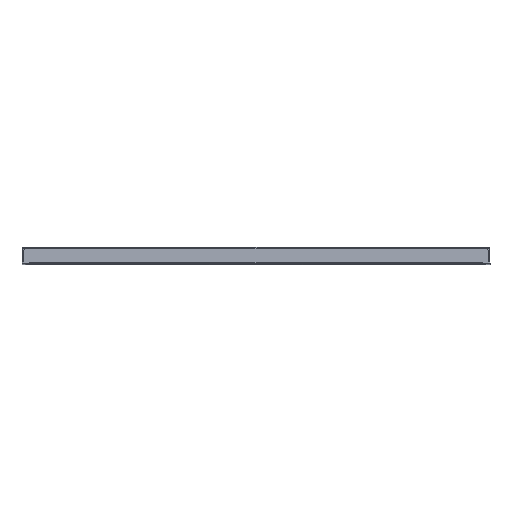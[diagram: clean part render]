
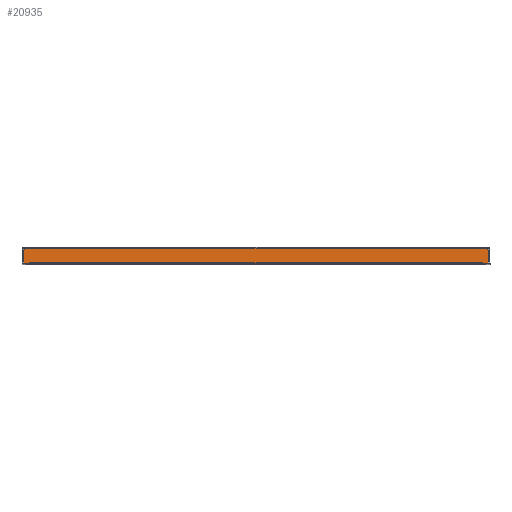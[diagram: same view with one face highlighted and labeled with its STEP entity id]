
A CAD part, top view. The second image highlights one B-rep face of the part: STEP entity #20935.
In plain terms, the highlighted planar face has unit normal (0, 0.035, 0.999).
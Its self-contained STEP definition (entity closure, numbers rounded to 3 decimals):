
#904=DIRECTION('',(-1.,0.,0.));
#905=VECTOR('',#904,894.004);
#906=CARTESIAN_POINT('',(447.002,-30.,1800.));
#907=LINE('',#906,#905);
#5763=DIRECTION('',(-0.035,-0.999,0.035));
#5764=VECTOR('',#5763,28.104);
#5765=CARTESIAN_POINT('',(-446.022,-1.93,
1799.02));
#5766=LINE('',#5765,#5764);
#5767=CARTESIAN_POINT('',(-446.022,-1.93,
1799.02));
#5768=CARTESIAN_POINT('',(-396.031,-1.925,
1799.02));
#5769=CARTESIAN_POINT('',(-296.391,-1.919,
1799.019));
#5770=CARTESIAN_POINT('',(-152.369,-1.916,
1799.019));
#5771=CARTESIAN_POINT('',(-51.165,-1.916,
1799.019));
#5772=CARTESIAN_POINT('',(0.,-1.916,
1799.019));
#5774=CARTESIAN_POINT('',(446.022,-1.93,1799.02));
#5775=CARTESIAN_POINT('',(396.031,-1.925,1799.02));
#5776=CARTESIAN_POINT('',(296.391,-1.919,1799.019));
#5777=CARTESIAN_POINT('',(152.369,-1.916,1799.019));
#5778=CARTESIAN_POINT('',(51.165,-1.916,1799.019));
#5779=CARTESIAN_POINT('',(0.,-1.916,
1799.019));
#5781=DIRECTION('',(0.035,-0.999,0.035));
#5782=VECTOR('',#5781,28.104);
#5783=CARTESIAN_POINT('',(446.022,-1.93,1799.02));
#5784=LINE('',#5783,#5782);
#5801=CARTESIAN_POINT('',(-446.022,-1.93,
1799.02));
#6167=CARTESIAN_POINT('',(446.022,-1.93,1799.02));
#7988=VERTEX_POINT('',#5801);
#7993=VERTEX_POINT('',#6167);
#7995=CARTESIAN_POINT('',(0.,-1.916,
1799.019));
#7996=VERTEX_POINT('',#7995);
#7997=CARTESIAN_POINT('',(447.002,-30.,1800.));
#7998=CARTESIAN_POINT('',(-447.002,-30.,1800.));
#7999=VERTEX_POINT('',#7997);
#8000=VERTEX_POINT('',#7998);
#20919=CARTESIAN_POINT('',(450.,-30.,1800.));
#20920=DIRECTION('',(0.,0.035,0.999));
#20921=DIRECTION('',(0.,0.999,-0.035));
#20922=AXIS2_PLACEMENT_3D('',#20919,#20920,#20921);
#20923=PLANE('',#20922);
#20924=ORIENTED_EDGE('',*,*,#8034,.T.);
#20926=ORIENTED_EDGE('',*,*,#20925,.F.);
#20928=ORIENTED_EDGE('',*,*,#20927,.T.);
#20930=ORIENTED_EDGE('',*,*,#20929,.F.);
#20932=ORIENTED_EDGE('',*,*,#20931,.T.);
#20933=EDGE_LOOP('',(#20924,#20926,#20928,#20930,#20932));
#20934=FACE_OUTER_BOUND('',#20933,.F.);
#20935=ADVANCED_FACE('',(#20934),#20923,.T.);
#5773=B_SPLINE_CURVE_WITH_KNOTS('',3,(#5767,#5768,#5769,#5770,#5771,#5772),
.UNSPECIFIED.,.F.,.F.,(4,1,1,4),(0.,0.333,0.667,1.),
.UNSPECIFIED.);
#5780=B_SPLINE_CURVE_WITH_KNOTS('',3,(#5774,#5775,#5776,#5777,#5778,#5779),
.UNSPECIFIED.,.F.,.F.,(4,1,1,4),(0.,0.333,0.667,1.),
.UNSPECIFIED.);
#8034=EDGE_CURVE('',#7999,#8000,#907,.T.);
#20925=EDGE_CURVE('',#7988,#8000,#5766,.T.);
#20927=EDGE_CURVE('',#7988,#7996,#5773,.T.);
#20929=EDGE_CURVE('',#7993,#7996,#5780,.T.);
#20931=EDGE_CURVE('',#7993,#7999,#5784,.T.);
